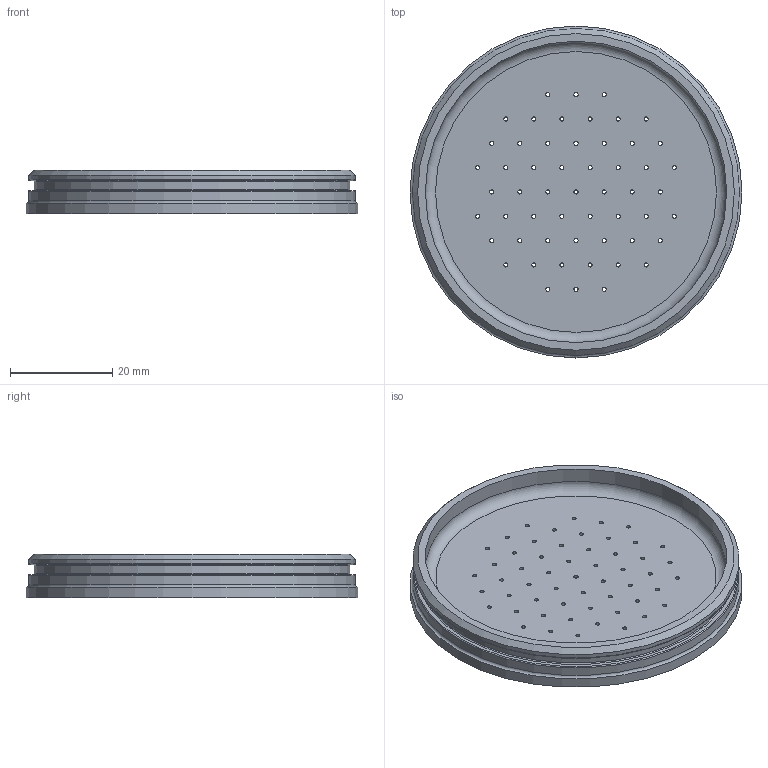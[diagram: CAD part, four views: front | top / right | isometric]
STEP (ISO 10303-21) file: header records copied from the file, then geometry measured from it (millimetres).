
FILE_DESCRIPTION(/* description */ (''),/* implementation_level */ '2;1');
FILE_NAME(/* name */ 'TWR.1A.4.03.03.002_Showerhead3.stp',/* time_stamp */ '2023-09-21T00:44:41+02:00',/* author */ (''),/* organization */ (''),/* preprocessor_version */ 'ST-DEVELOPER v18.101',/* originating_system */ 'SIEMENS PLM Software NX 2011',/* authorisation */ '');
FILE_SCHEMA (('AUTOMOTIVE_DESIGN { 1 0 10303 214 3 1 1 1 }'));
Length unit declared in the file: millimetre
Products named in the file (1): TWR.1A.4.03.03.002_Showerhead3
Bounding box: 65 x 65 x 8.5 mm (x, y, z)
Volume: 12023.8 mm3; surface area: 9721.8 mm2
Topology: 1 solids, 1 shells, 74 faces, 199 edges, 131 vertices
Faces by surface type: cylinder 60, torus 7, plane 6, cone 1
Full cylindrical faces by diameter (mm): 0.8 x55, 59 x1, 61.8 x1, 64 x2, 65 x1
Entity records: 2268 total; most frequent: DIRECTION 406, CARTESIAN_POINT 331, FACE_BOUND 256, EDGE_LOOP 256, ORIENTED_EDGE 256, AXIS2_PLACEMENT_3D 203, VERTEX_POINT 128, EDGE_CURVE 128
